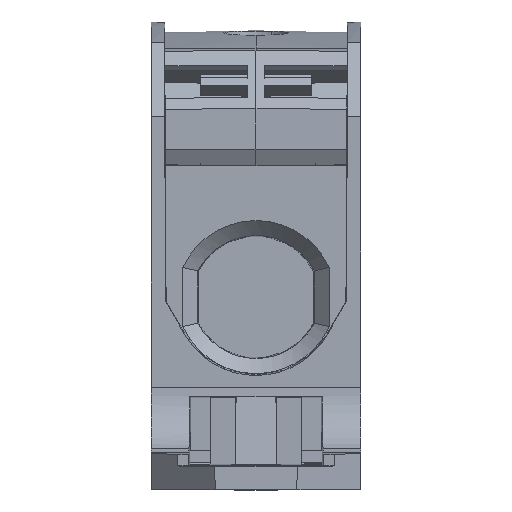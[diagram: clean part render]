
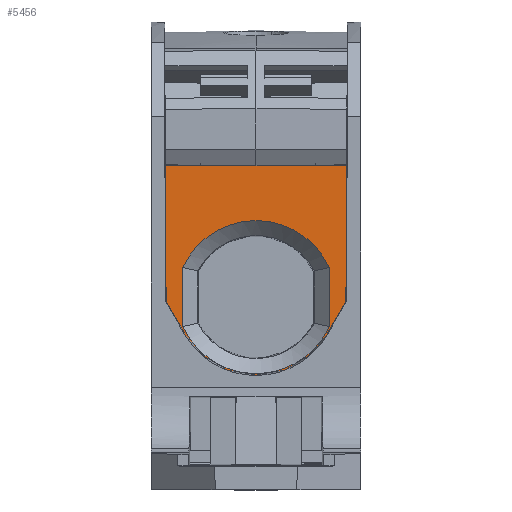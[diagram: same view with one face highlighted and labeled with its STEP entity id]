
A CAD part, front view. The second image highlights one B-rep face of the part: STEP entity #5456.
In plain terms, the highlighted planar face has unit normal (0, -1, 0).
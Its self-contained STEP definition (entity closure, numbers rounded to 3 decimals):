
#3955=AXIS2_PLACEMENT_3D('Circle Axis2P3D',#3953,#3954,$) ;
#5392=AXIS2_PLACEMENT_3D('Plane Axis2P3D',#5389,#5390,#5391) ;
#5447=AXIS2_PLACEMENT_3D('Circle Axis2P3D',#5445,#5446,$) ;
#3838=CARTESIAN_POINT('Vertex',(1.798,22.5,22.97)) ;
#3841=CARTESIAN_POINT('Line Origine',(1.755,22.5,31.235)) ;
#3845=CARTESIAN_POINT('Vertex',(1.711,22.5,39.5)) ;
#3933=CARTESIAN_POINT('Vertex',(4.09,22.5,19.)) ;
#3936=CARTESIAN_POINT('Line Origine',(2.944,22.5,20.985)) ;
#3953=CARTESIAN_POINT('Axis2P3D Location',(12.75,22.5,24.)) ;
#3957=CARTESIAN_POINT('Vertex',(21.41,22.5,19.)) ;
#3981=CARTESIAN_POINT('Vertex',(23.702,22.5,22.97)) ;
#3984=CARTESIAN_POINT('Line Origine',(22.556,22.5,20.985)) ;
#4031=CARTESIAN_POINT('Vertex',(23.789,22.5,39.5)) ;
#4034=CARTESIAN_POINT('Line Origine',(23.745,22.5,31.235)) ;
#5389=CARTESIAN_POINT('Axis2P3D Location',(22.25,22.5,13.)) ;
#5394=CARTESIAN_POINT('Line Origine',(12.75,22.5,39.5)) ;
#5407=CARTESIAN_POINT('Line Origine',(21.666,22.5,23.5)) ;
#5411=CARTESIAN_POINT('Vertex',(21.666,22.5,19.894)) ;
#5413=CARTESIAN_POINT('Vertex',(21.666,22.5,27.106)) ;
#5417=CARTESIAN_POINT('Control Point',(3.834,22.5,19.894)) ;
#5418=CARTESIAN_POINT('Control Point',(4.219,22.5,19.058)) ;
#5419=CARTESIAN_POINT('Control Point',(4.703,22.5,18.266)) ;
#5420=CARTESIAN_POINT('Control Point',(5.277,22.5,17.535)) ;
#5421=CARTESIAN_POINT('Control Point',(6.586,22.5,16.222)) ;
#5422=CARTESIAN_POINT('Control Point',(8.164,22.5,15.248)) ;
#5423=CARTESIAN_POINT('Control Point',(9.007,22.5,14.855)) ;
#5424=CARTESIAN_POINT('Control Point',(10.768,22.5,14.276)) ;
#5425=CARTESIAN_POINT('Control Point',(12.616,22.5,14.12)) ;
#5426=CARTESIAN_POINT('Control Point',(13.545,22.5,14.151)) ;
#5427=CARTESIAN_POINT('Control Point',(15.378,22.5,14.43)) ;
#5428=CARTESIAN_POINT('Control Point',(17.097,22.5,15.127)) ;
#5429=CARTESIAN_POINT('Control Point',(17.912,22.5,15.574)) ;
#5430=CARTESIAN_POINT('Control Point',(19.313,22.5,16.575)) ;
#5431=CARTESIAN_POINT('Control Point',(20.464,22.5,17.852)) ;
#5432=CARTESIAN_POINT('Control Point',(20.933,22.5,18.493)) ;
#5433=CARTESIAN_POINT('Control Point',(21.336,22.5,19.177)) ;
#5434=CARTESIAN_POINT('Control Point',(21.666,22.5,19.894)) ;
#5435=CARTESIAN_POINT('Vertex',(3.834,22.5,19.894)) ;
#5438=CARTESIAN_POINT('Line Origine',(3.834,22.5,23.5)) ;
#5442=CARTESIAN_POINT('Vertex',(3.834,22.5,27.106)) ;
#5445=CARTESIAN_POINT('Axis2P3D Location',(12.75,22.5,23.)) ;
#3842=DIRECTION('Vector Direction',(0.005,0.,-1.)) ;
#3937=DIRECTION('Vector Direction',(0.5,0.,-0.866)) ;
#3954=DIRECTION('Axis2P3D Direction',(0.,-1.,0.)) ;
#3985=DIRECTION('Vector Direction',(-0.5,0.,-0.866)) ;
#4035=DIRECTION('Vector Direction',(-0.005,0.,-1.)) ;
#5390=DIRECTION('Axis2P3D Direction',(-0.,1.,0.)) ;
#5391=DIRECTION('Axis2P3D XDirection',(1.,0.,0.)) ;
#5395=DIRECTION('Vector Direction',(1.,0.,0.)) ;
#5408=DIRECTION('Vector Direction',(0.,0.,1.)) ;
#5439=DIRECTION('Vector Direction',(0.,0.,1.)) ;
#5446=DIRECTION('Axis2P3D Direction',(-0.,1.,0.)) ;
#3843=VECTOR('Line Direction',#3842,1.) ;
#3938=VECTOR('Line Direction',#3937,1.) ;
#3986=VECTOR('Line Direction',#3985,1.) ;
#4036=VECTOR('Line Direction',#4035,1.) ;
#5396=VECTOR('Line Direction',#5395,1.) ;
#5409=VECTOR('Line Direction',#5408,1.) ;
#5440=VECTOR('Line Direction',#5439,1.) ;
#5400=ORIENTED_EDGE('',*,*,#5398,.F.) ;
#5401=ORIENTED_EDGE('',*,*,#3847,.T.) ;
#5402=ORIENTED_EDGE('',*,*,#3940,.T.) ;
#5403=ORIENTED_EDGE('',*,*,#3959,.T.) ;
#5404=ORIENTED_EDGE('',*,*,#3988,.F.) ;
#5405=ORIENTED_EDGE('',*,*,#4038,.F.) ;
#5451=ORIENTED_EDGE('',*,*,#5415,.F.) ;
#5452=ORIENTED_EDGE('',*,*,#5437,.F.) ;
#5453=ORIENTED_EDGE('',*,*,#5444,.T.) ;
#5454=ORIENTED_EDGE('',*,*,#5449,.T.) ;
#5455=FACE_BOUND('',#5450,.T.) ;
#5456=ADVANCED_FACE('Brep With Voids',(#5406,#5455),#5393,.F.) ;
#5416=B_SPLINE_CURVE_WITH_KNOTS('',5,(#5417,#5418,#5419,#5420,#5421,#5422,#5423,#5424,#5425,#5426,#5427,#5428,#5429,#5430,#5431,#5432,#5433,#5434),.UNSPECIFIED.,.F.,.U.,(6,3,3,3,3,6),(0.,6.526,13.052,19.578,26.104,31.698),.UNSPECIFIED.) ;
#3956=CIRCLE('generated circle',#3955,10.) ;
#5448=CIRCLE('generated circle',#5447,9.816) ;
#3847=EDGE_CURVE('',#3846,#3839,#3844,.T.) ;
#3940=EDGE_CURVE('',#3839,#3934,#3939,.T.) ;
#3959=EDGE_CURVE('',#3934,#3958,#3956,.T.) ;
#3988=EDGE_CURVE('',#3982,#3958,#3987,.T.) ;
#4038=EDGE_CURVE('',#4032,#3982,#4037,.T.) ;
#5398=EDGE_CURVE('',#3846,#4032,#5397,.T.) ;
#5415=EDGE_CURVE('',#5412,#5414,#5410,.T.) ;
#5437=EDGE_CURVE('',#5436,#5412,#5416,.T.) ;
#5444=EDGE_CURVE('',#5436,#5443,#5441,.T.) ;
#5449=EDGE_CURVE('',#5443,#5414,#5448,.T.) ;
#5399=EDGE_LOOP('',(#5400,#5401,#5402,#5403,#5404,#5405)) ;
#5450=EDGE_LOOP('',(#5451,#5452,#5453,#5454)) ;
#5406=FACE_OUTER_BOUND('',#5399,.T.) ;
#3844=LINE('Line',#3841,#3843) ;
#3939=LINE('Line',#3936,#3938) ;
#3987=LINE('Line',#3984,#3986) ;
#4037=LINE('Line',#4034,#4036) ;
#5397=LINE('Line',#5394,#5396) ;
#5410=LINE('Line',#5407,#5409) ;
#5441=LINE('Line',#5438,#5440) ;
#5393=PLANE('',#5392) ;
#3839=VERTEX_POINT('',#3838) ;
#3846=VERTEX_POINT('',#3845) ;
#3934=VERTEX_POINT('',#3933) ;
#3958=VERTEX_POINT('',#3957) ;
#3982=VERTEX_POINT('',#3981) ;
#4032=VERTEX_POINT('',#4031) ;
#5412=VERTEX_POINT('',#5411) ;
#5414=VERTEX_POINT('',#5413) ;
#5436=VERTEX_POINT('',#5435) ;
#5443=VERTEX_POINT('',#5442) ;
